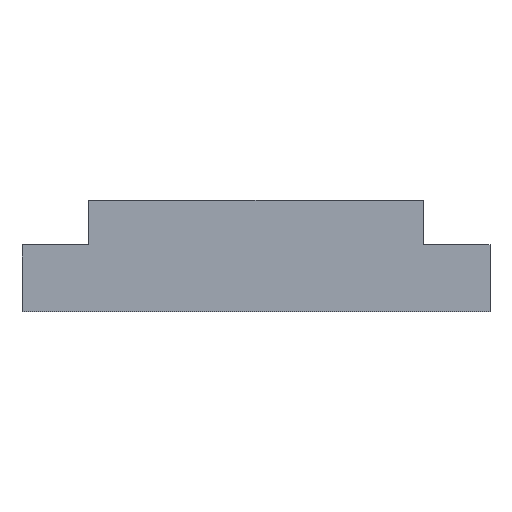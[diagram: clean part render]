
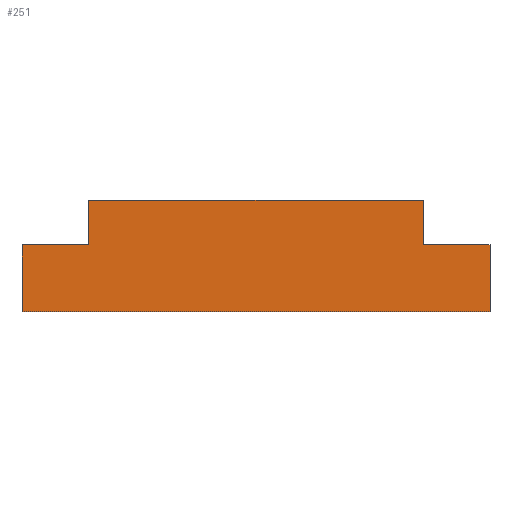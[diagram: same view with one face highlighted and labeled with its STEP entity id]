
A CAD part, top view. The second image highlights one B-rep face of the part: STEP entity #251.
In plain terms, the highlighted planar face has unit normal (0, 0, 1).
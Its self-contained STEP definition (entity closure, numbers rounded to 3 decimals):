
#1=CARTESIAN_POINT('POINT1',(-1050.,-250.,0.));
#2=VERTEX_POINT('VERTEX1',#1);
#19=CARTESIAN_POINT('POINT4',(1050.,-250.,0.));
#20=VERTEX_POINT('VERTEX4',#19);
#27=CARTESIAN_POINT('POS4',(0.,-250.,0.));
#28=DIRECTION('DIR4',(1.,0.,0.));
#29=VECTOR('VEC4',#28,1.);
#30=LINE('STRAIGHT4',#27,#29);
#31=EDGE_CURVE('EDGE4',#2,#20,#30,.T.);
#41=CARTESIAN_POINT('POINT5',(-1050.,50.,0.));
#42=VERTEX_POINT('VERTEX5',#41);
#58=CARTESIAN_POINT('POS8',(-1050.,0.,0.));
#59=DIRECTION('DIR9',(0.,-1.,0.));
#60=VECTOR('VEC7',#59,1.);
#61=LINE('STRAIGHT7',#58,#60);
#62=EDGE_CURVE('EDGE7',#42,#2,#61,.T.);
#73=CARTESIAN_POINT('POINT7',(-750.,50.,0.));
#74=VERTEX_POINT('VERTEX7',#73);
#75=CARTESIAN_POINT('POS10',(-450.,50.,0.));
#76=DIRECTION('DIR12',(-1.,0.,0.));
#77=VECTOR('VEC8',#76,1.);
#78=LINE('STRAIGHT8',#75,#77);
#79=EDGE_CURVE('EDGE8',#74,#42,#78,.T.);
#104=CARTESIAN_POINT('POINT9',(-750.,250.,0.));
#105=VERTEX_POINT('VERTEX9',#104);
#106=CARTESIAN_POINT('POS14',(-750.,75.,0.));
#107=DIRECTION('DIR17',(0.,-1.,0.));
#108=VECTOR('VEC11',#107,1.);
#109=LINE('STRAIGHT11',#106,#108);
#110=EDGE_CURVE('EDGE11',#105,#74,#109,.T.);
#134=CARTESIAN_POINT('POINT11',(750.,250.,0.));
#135=VERTEX_POINT('VERTEX11',#134);
#151=CARTESIAN_POINT('POS20',(0.,250.,0.));
#152=DIRECTION('DIR24',(-1.,0.,0.));
#153=VECTOR('VEC16',#152,1.);
#154=LINE('STRAIGHT16',#151,#153);
#155=EDGE_CURVE('EDGE16',#135,#105,#154,.T.);
#200=CARTESIAN_POINT('POINT15',(1050.,50.,0.));
#201=VERTEX_POINT('VERTEX15',#200);
#208=CARTESIAN_POINT('POS27',(1050.,0.,0.));
#209=DIRECTION('DIR33',(0.,1.,0.));
#210=VECTOR('VEC21',#209,1.);
#211=LINE('STRAIGHT21',#208,#210);
#212=EDGE_CURVE('EDGE21',#20,#201,#211,.T.);
#224=CARTESIAN_POINT('POINT16',(750.,50.,0.));
#225=VERTEX_POINT('VERTEX16',#224);
#226=CARTESIAN_POINT('POS29',(450.,50.,0.));
#227=DIRECTION('DIR36',(-1.,0.,0.));
#228=VECTOR('VEC22',#227,1.);
#229=LINE('STRAIGHT22',#226,#228);
#230=EDGE_CURVE('EDGE22',#201,#225,#229,.T.);
#231=ORIENTED_EDGE('COEDGE33',*,*,#230,.T.);
#232=CARTESIAN_POINT('POS30',(750.,75.,0.));
#233=DIRECTION('DIR37',(0.,1.,0.));
#234=VECTOR('VEC23',#233,1.);
#235=LINE('STRAIGHT23',#232,#234);
#236=EDGE_CURVE('EDGE23',#225,#135,#235,.T.);
#237=ORIENTED_EDGE('COEDGE34',*,*,#236,.T.);
#238=ORIENTED_EDGE('COEDGE35',*,*,#155,.T.);
#239=ORIENTED_EDGE('COEDGE36',*,*,#110,.T.);
#240=ORIENTED_EDGE('COEDGE37',*,*,#79,.T.);
#241=ORIENTED_EDGE('COEDGE38',*,*,#62,.T.);
#242=ORIENTED_EDGE('COEDGE39',*,*,#31,.T.);
#243=ORIENTED_EDGE('COEDGE40',*,*,#212,.T.);
#244=EDGE_LOOP('NONE',(#231,#237,#238,#239,#240,#241,#242,#243));
#245=FACE_BOUND('LOOP1',#244,.T.);
#246=CARTESIAN_POINT('POS31',(0.,0.,0.));
#247=DIRECTION('DIR38',(0.,0.,1.));
#248=DIRECTION('DIR39',(1.,0.,0.));
#249=AXIS2_PLACEMENT_3D('AXIS8',#246,#247,#248);
#250=PLANE('PLANE8',#249);
#251=ADVANCED_FACE('FACE8',(#245),#250,.T.);
